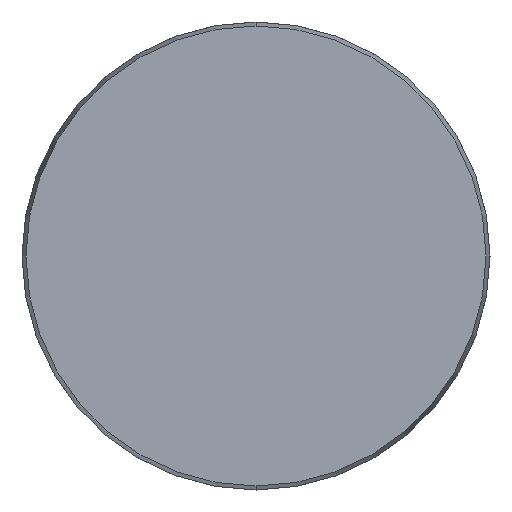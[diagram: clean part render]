
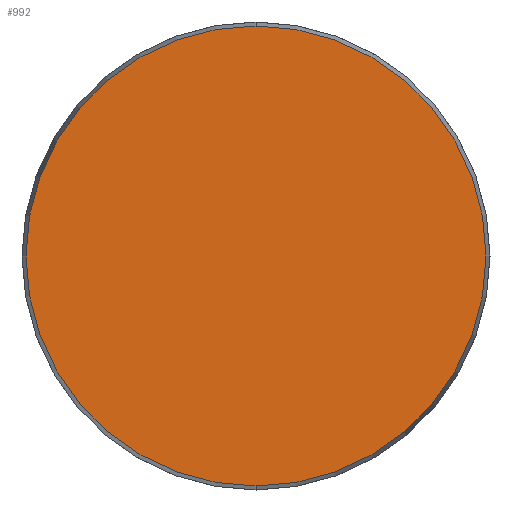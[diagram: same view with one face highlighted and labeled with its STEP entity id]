
A CAD part, front view. The second image highlights one B-rep face of the part: STEP entity #992.
In plain terms, the highlighted planar face has unit normal (0, -1, 0).
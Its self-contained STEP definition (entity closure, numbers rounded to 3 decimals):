
#44 = VERTEX_POINT ( 'NONE', #277 ) ;
#79 = CARTESIAN_POINT ( 'NONE',  ( 0., 0., 0. ) ) ;
#105 = PLANE ( 'NONE',  #192 ) ;
#122 = CARTESIAN_POINT ( 'NONE',  ( 0., 0., 49.143 ) ) ;
#186 = DIRECTION ( 'NONE',  ( 0., 0., -1. ) ) ;
#192 = AXIS2_PLACEMENT_3D ( 'NONE', #475, #1101, #836 ) ;
#277 = CARTESIAN_POINT ( 'NONE',  ( 0., 0., -49.143 ) ) ;
#384 = ORIENTED_EDGE ( 'NONE', *, *, #494, .T. ) ;
#475 = CARTESIAN_POINT ( 'NONE',  ( -49.143, 0., 0. ) ) ;
#478 = ORIENTED_EDGE ( 'NONE', *, *, #561, .T. ) ;
#494 = EDGE_CURVE ( 'NONE', #1120, #44, #625, .T. ) ;
#551 = DIRECTION ( 'NONE',  ( 0., -1., 0. ) ) ;
#561 = EDGE_CURVE ( 'NONE', #44, #1120, #880, .T. ) ;
#607 = AXIS2_PLACEMENT_3D ( 'NONE', #79, #551, #186 ) ;
#625 = CIRCLE ( 'NONE', #607, 49.143 ) ;
#815 = DIRECTION ( 'NONE',  ( 0., -1., 0. ) ) ;
#836 = DIRECTION ( 'NONE',  ( 0., 0., 1. ) ) ;
#848 = FACE_OUTER_BOUND ( 'NONE', #994, .T. ) ;
#880 = CIRCLE ( 'NONE', #999, 49.143 ) ;
#992 = ADVANCED_FACE ( 'NONE', ( #848 ), #105, .F. ) ;
#994 = EDGE_LOOP ( 'NONE', ( #384, #478 ) ) ;
#999 = AXIS2_PLACEMENT_3D ( 'NONE', #1013, #815, #1098 ) ;
#1013 = CARTESIAN_POINT ( 'NONE',  ( 0., 0., 0. ) ) ;
#1098 = DIRECTION ( 'NONE',  ( 0., 0., -1. ) ) ;
#1101 = DIRECTION ( 'NONE',  ( 0., 1., 0. ) ) ;
#1120 = VERTEX_POINT ( 'NONE', #122 ) ;
